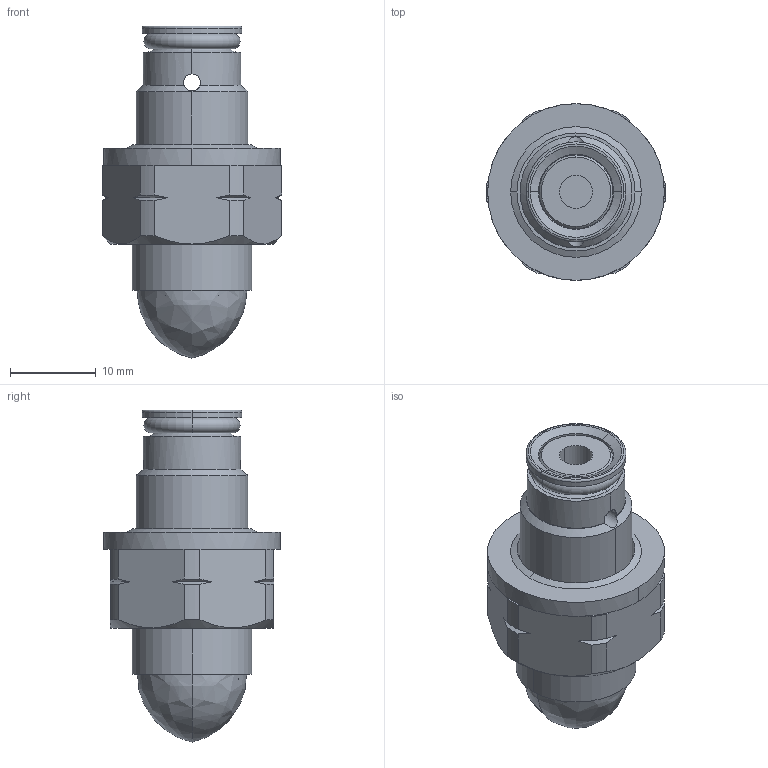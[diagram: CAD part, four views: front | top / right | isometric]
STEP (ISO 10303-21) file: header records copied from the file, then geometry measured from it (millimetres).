
FILE_DESCRIPTION((''),'2;1');
FILE_NAME('ILCM47020373','2011-08-01T',('KR'),(''),'PRO/ENGINEER BY PARAMETRIC TECHNOLOGY CORPORATION, 2007460','PRO/ENGINEER BY PARAMETRIC TECHNOLOGY CORPORATION, 2007460','');
FILE_SCHEMA(('AUTOMOTIVE_DESIGN_CC2 { 1 2 10303 214 -1 1 5 2 }'));
Length unit declared in the file: millimetre
Products named in the file (1): ILCM47020373
Bounding box: 20.95 x 20.57 x 38.65 mm (x, y, z)
Volume: 5732.1 mm3; surface area: 3637 mm2
Topology: 3 solids, 3 shells, 136 faces, 338 edges, 209 vertices
Faces by surface type: plane 52, cylinder 44, cone 28, torus 8, bspline 4
Entity records: 4932 total; most frequent: CARTESIAN_POINT 1149, DIRECTION 686, ORIENTED_EDGE 664, EDGE_CURVE 332, AXIS2_PLACEMENT_3D 274, VERTEX_POINT 209, EDGE_LOOP 149, CIRCLE 142
